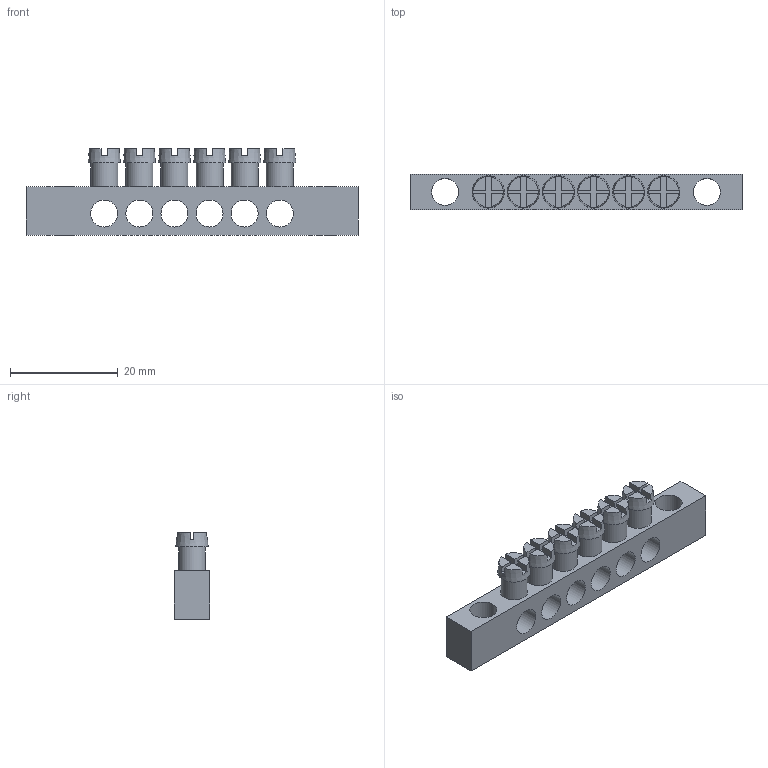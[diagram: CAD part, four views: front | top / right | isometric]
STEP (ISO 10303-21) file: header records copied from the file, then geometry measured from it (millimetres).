
FILE_DESCRIPTION(/* description */ ('STEP AP214'),/* implementation_level */ '2;1');
FILE_NAME(/* name */ '01926',/* time_stamp */ '2024-11-11T16:56:47+01:00',/* author */ ('License CC BY-ND 4.0'),/* organization */ ('CADENAS'),/* preprocessor_version */ 'ST-DEVELOPER v19.3',/* originating_system */ 'PARTsolutions',/* authorisation */ ' ');
FILE_SCHEMA (('AUTOMOTIVE_DESIGN {1 0 10303 214 3 1 1}'));
Length unit declared in the file: millimetre
Products named in the file (1): 01926
Bounding box: 61.5 x 6.5 x 16 mm (x, y, z)
Volume: 3328.9 mm3; surface area: 3499.5 mm2
Topology: 1 solids, 1 shells, 110 faces, 294 edges, 198 vertices
Faces by surface type: plane 90, cylinder 14, cone 6
Full cylindrical faces by diameter (mm): 5 x14
Entity records: 4114 total; most frequent: CARTESIAN_POINT 703, ORIENTED_EDGE 524, DIRECTION 518, EDGE_CURVE 262, AXIS2_PLACEMENT_3D 193, VERTEX_POINT 186, EDGE_LOOP 158, FACE_BOUND 158
